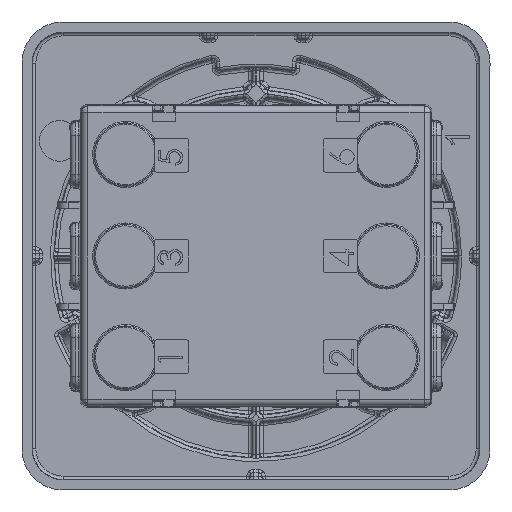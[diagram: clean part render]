
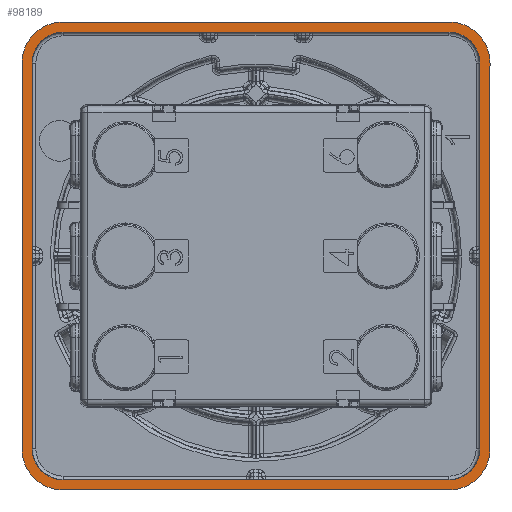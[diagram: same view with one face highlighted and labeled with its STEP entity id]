
A CAD part, left-side view. The second image highlights one B-rep face of the part: STEP entity #98189.
In plain terms, the highlighted planar face has unit normal (-1, 0, 0).
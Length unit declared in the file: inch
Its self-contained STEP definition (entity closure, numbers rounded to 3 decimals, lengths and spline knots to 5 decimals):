
#1459 = DIRECTION ( 'NONE',  ( 1., 0., 0. ) ) ;
#2807 = ORIENTED_EDGE ( 'NONE', *, *, #6271, .F. ) ;
#2978 = VERTEX_POINT ( 'NONE', #108449 ) ;
#3478 = ORIENTED_EDGE ( 'NONE', *, *, #35058, .F. ) ;
#3617 = DIRECTION ( 'NONE',  ( 1., 0., 0. ) ) ;
#4861 = FACE_BOUND ( 'NONE', #90221, .T. ) ;
#5729 = CARTESIAN_POINT ( 'NONE',  ( 2.17323, 1.12205, -1.30148 ) ) ;
#6271 = EDGE_CURVE ( 'NONE', #61480, #13568, #124773, .T. ) ;
#7007 = LINE ( 'NONE', #73462, #106288 ) ;
#7757 = LINE ( 'NONE', #77322, #25402 ) ;
#8649 = DIRECTION ( 'NONE',  ( 0., -1., 0. ) ) ;
#10081 = CARTESIAN_POINT ( 'NONE',  ( 2.17323, 1.36081, -1.12205 ) ) ;
#10769 = CARTESIAN_POINT ( 'NONE',  ( 2.17323, -1.36081, 1.12205 ) ) ;
#12154 = AXIS2_PLACEMENT_3D ( 'NONE', #97694, #77473, #49626 ) ;
#13568 = VERTEX_POINT ( 'NONE', #104966 ) ;
#15569 = LINE ( 'NONE', #56636, #47620 ) ;
#15840 = AXIS2_PLACEMENT_3D ( 'NONE', #64882, #56021, #16809 ) ;
#16258 = DIRECTION ( 'NONE',  ( 1., 0., 0. ) ) ;
#16809 = DIRECTION ( 'NONE',  ( 0., -1., 0. ) ) ;
#18553 = VERTEX_POINT ( 'NONE', #63279 ) ;
#21259 = AXIS2_PLACEMENT_3D ( 'NONE', #119960, #80088, #100342 ) ;
#22116 = LINE ( 'NONE', #10769, #53337 ) ;
#22126 = ORIENTED_EDGE ( 'NONE', *, *, #111489, .F. ) ;
#25117 = VECTOR ( 'NONE', #103792, 39.37008 ) ;
#25402 = VECTOR ( 'NONE', #29226, 39.37008 ) ;
#25684 = FACE_OUTER_BOUND ( 'NONE', #38325, .T. ) ;
#28187 = VERTEX_POINT ( 'NONE', #45454 ) ;
#29226 = DIRECTION ( 'NONE',  ( 0., -1., 0. ) ) ;
#32487 = EDGE_CURVE ( 'NONE', #58909, #59413, #105067, .T. ) ;
#32619 = LINE ( 'NONE', #102218, #62477 ) ;
#32933 = CARTESIAN_POINT ( 'NONE',  ( 2.17323, -1.12205, 1.30148 ) ) ;
#33675 = CARTESIAN_POINT ( 'NONE',  ( 2.17323, 1.30148, 1.12205 ) ) ;
#34323 = EDGE_CURVE ( 'NONE', #61480, #122646, #124995, .T. ) ;
#34569 = CARTESIAN_POINT ( 'NONE',  ( 2.17323, 1.12205, 1.12205 ) ) ;
#35058 = EDGE_CURVE ( 'NONE', #88449, #28187, #32619, .T. ) ;
#35297 = ORIENTED_EDGE ( 'NONE', *, *, #124970, .T. ) ;
#37736 = CARTESIAN_POINT ( 'NONE',  ( 2.17323, -1.12205, -1.12205 ) ) ;
#37796 = CARTESIAN_POINT ( 'NONE',  ( 2.17323, 1.12205, -1.36081 ) ) ;
#38325 = EDGE_LOOP ( 'NONE', ( #79581, #61418, #92846, #52185, #119608, #22126, #3478, #100523 ) ) ;
#39606 = VERTEX_POINT ( 'NONE', #85622 ) ;
#40168 = AXIS2_PLACEMENT_3D ( 'NONE', #95760, #1459, #105895 ) ;
#43484 = CARTESIAN_POINT ( 'NONE',  ( 2.17323, 1.12205, 1.12205 ) ) ;
#43639 = EDGE_CURVE ( 'NONE', #112922, #88449, #124047, .T. ) ;
#44498 = AXIS2_PLACEMENT_3D ( 'NONE', #55476, #16258, #56701 ) ;
#44651 = DIRECTION ( 'NONE',  ( 0., 0., 1. ) ) ;
#44722 = DIRECTION ( 'NONE',  ( 0., -1., 0. ) ) ;
#45092 = DIRECTION ( 'NONE',  ( 1., 0., 0. ) ) ;
#45214 = ORIENTED_EDGE ( 'NONE', *, *, #34323, .T. ) ;
#45454 = CARTESIAN_POINT ( 'NONE',  ( 2.17323, -1.12205, 1.36081 ) ) ;
#45585 = EDGE_CURVE ( 'NONE', #39606, #18553, #22116, .T. ) ;
#45594 = DIRECTION ( 'NONE',  ( 0., 0., -1. ) ) ;
#47115 = VERTEX_POINT ( 'NONE', #5729 ) ;
#47620 = VECTOR ( 'NONE', #44651, 39.37008 ) ;
#47760 = EDGE_CURVE ( 'NONE', #88908, #2978, #93030, .T. ) ;
#48552 = CIRCLE ( 'NONE', #44498, 0.23876 ) ;
#49446 = EDGE_CURVE ( 'NONE', #58333, #112922, #15569, .T. ) ;
#49626 = DIRECTION ( 'NONE',  ( 0., -1., 0. ) ) ;
#49713 = ORIENTED_EDGE ( 'NONE', *, *, #104409, .T. ) ;
#50543 = VECTOR ( 'NONE', #104447, 39.37008 ) ;
#52185 = ORIENTED_EDGE ( 'NONE', *, *, #65881, .F. ) ;
#53337 = VECTOR ( 'NONE', #68925, 39.37008 ) ;
#54619 = CIRCLE ( 'NONE', #74835, 0.17943 ) ;
#55476 = CARTESIAN_POINT ( 'NONE',  ( 2.17323, 1.12205, -1.12205 ) ) ;
#56021 = DIRECTION ( 'NONE',  ( 1., 0., 0. ) ) ;
#56636 = CARTESIAN_POINT ( 'NONE',  ( 2.17323, 1.36081, 1.12205 ) ) ;
#56701 = DIRECTION ( 'NONE',  ( 0., 0., 1. ) ) ;
#58333 = VERTEX_POINT ( 'NONE', #10081 ) ;
#58909 = VERTEX_POINT ( 'NONE', #76080 ) ;
#59413 = VERTEX_POINT ( 'NONE', #37796 ) ;
#61418 = ORIENTED_EDGE ( 'NONE', *, *, #125137, .F. ) ;
#61480 = VERTEX_POINT ( 'NONE', #65455 ) ;
#62477 = VECTOR ( 'NONE', #63621, 39.37008 ) ;
#63279 = CARTESIAN_POINT ( 'NONE',  ( 2.17323, -1.36081, -1.12205 ) ) ;
#63621 = DIRECTION ( 'NONE',  ( 0., -1., 0. ) ) ;
#64723 = CIRCLE ( 'NONE', #12154, 0.17943 ) ;
#64882 = CARTESIAN_POINT ( 'NONE',  ( 2.17323, -1.12205, 1.12205 ) ) ;
#65171 = VECTOR ( 'NONE', #75440, 39.37008 ) ;
#65455 = CARTESIAN_POINT ( 'NONE',  ( 2.17323, -1.30148, -1.12205 ) ) ;
#65881 = EDGE_CURVE ( 'NONE', #18553, #58909, #74757, .T. ) ;
#66456 = CARTESIAN_POINT ( 'NONE',  ( 2.17323, 1.12205, -1.36081 ) ) ;
#67035 = CARTESIAN_POINT ( 'NONE',  ( 2.17323, 1.12205, 1.30148 ) ) ;
#68925 = DIRECTION ( 'NONE',  ( 0., 0., -1. ) ) ;
#69105 = AXIS2_PLACEMENT_3D ( 'NONE', #34569, #83880, #122506 ) ;
#69447 = AXIS2_PLACEMENT_3D ( 'NONE', #113402, #45092, #122899 ) ;
#72084 = VERTEX_POINT ( 'NONE', #96606 ) ;
#73462 = CARTESIAN_POINT ( 'NONE',  ( 2.17323, 1.30148, 1.12205 ) ) ;
#74757 = CIRCLE ( 'NONE', #113143, 0.23876 ) ;
#74835 = AXIS2_PLACEMENT_3D ( 'NONE', #43484, #3617, #44722 ) ;
#75440 = DIRECTION ( 'NONE',  ( 0., 0., 1. ) ) ;
#76080 = CARTESIAN_POINT ( 'NONE',  ( 2.17323, -1.12205, -1.36081 ) ) ;
#77322 = CARTESIAN_POINT ( 'NONE',  ( 2.17323, 1.12205, -1.30148 ) ) ;
#77473 = DIRECTION ( 'NONE',  ( 1., 0., 0. ) ) ;
#79581 = ORIENTED_EDGE ( 'NONE', *, *, #49446, .F. ) ;
#80068 = EDGE_CURVE ( 'NONE', #85129, #72084, #7007, .T. ) ;
#80088 = DIRECTION ( 'NONE',  ( 1., 0., 0. ) ) ;
#82417 = ORIENTED_EDGE ( 'NONE', *, *, #80068, .F. ) ;
#83252 = CARTESIAN_POINT ( 'NONE',  ( 2.17323, 1.36081, 1.12205 ) ) ;
#83880 = DIRECTION ( 'NONE',  ( 1., 0., 0. ) ) ;
#83899 = ORIENTED_EDGE ( 'NONE', *, *, #89536, .T. ) ;
#83917 = CIRCLE ( 'NONE', #21259, 0.17943 ) ;
#85129 = VERTEX_POINT ( 'NONE', #33675 ) ;
#85622 = CARTESIAN_POINT ( 'NONE',  ( 2.17323, -1.36081, 1.12205 ) ) ;
#88449 = VERTEX_POINT ( 'NONE', #88771 ) ;
#88771 = CARTESIAN_POINT ( 'NONE',  ( 2.17323, 1.12205, 1.36081 ) ) ;
#88908 = VERTEX_POINT ( 'NONE', #32933 ) ;
#89536 = EDGE_CURVE ( 'NONE', #88908, #13568, #64723, .T. ) ;
#90221 = EDGE_LOOP ( 'NONE', ( #35297, #117684, #83899, #2807, #45214, #124739, #49713, #82417 ) ) ;
#92119 = PLANE ( 'NONE',  #69105 ) ;
#92846 = ORIENTED_EDGE ( 'NONE', *, *, #32487, .F. ) ;
#93030 = LINE ( 'NONE', #67035, #25117 ) ;
#95760 = CARTESIAN_POINT ( 'NONE',  ( 2.17323, -1.12205, -1.12205 ) ) ;
#96606 = CARTESIAN_POINT ( 'NONE',  ( 2.17323, 1.30148, -1.12205 ) ) ;
#97694 = CARTESIAN_POINT ( 'NONE',  ( 2.17323, -1.12205, 1.12205 ) ) ;
#98189 = ADVANCED_FACE ( 'Defeature ausgef�hrt1_2084', ( #25684, #4861 ), #92119, .F. ) ;
#100342 = DIRECTION ( 'NONE',  ( 0., -1., 0. ) ) ;
#100523 = ORIENTED_EDGE ( 'NONE', *, *, #43639, .F. ) ;
#102218 = CARTESIAN_POINT ( 'NONE',  ( 2.17323, 1.12205, 1.36081 ) ) ;
#103307 = CARTESIAN_POINT ( 'NONE',  ( 2.17323, -1.30148, 1.12205 ) ) ;
#103792 = DIRECTION ( 'NONE',  ( 0., 1., 0. ) ) ;
#104409 = EDGE_CURVE ( 'NONE', #47115, #72084, #83917, .T. ) ;
#104447 = DIRECTION ( 'NONE',  ( 0., 1., 0. ) ) ;
#104966 = CARTESIAN_POINT ( 'NONE',  ( 2.17323, -1.30148, 1.12205 ) ) ;
#105006 = EDGE_CURVE ( 'NONE', #47115, #122646, #7757, .T. ) ;
#105067 = LINE ( 'NONE', #66456, #50543 ) ;
#105895 = DIRECTION ( 'NONE',  ( 0., -1., 0. ) ) ;
#106288 = VECTOR ( 'NONE', #45594, 39.37008 ) ;
#108449 = CARTESIAN_POINT ( 'NONE',  ( 2.17323, 1.12205, 1.30148 ) ) ;
#111489 = EDGE_CURVE ( 'NONE', #28187, #39606, #122952, .T. ) ;
#112922 = VERTEX_POINT ( 'NONE', #83252 ) ;
#113143 = AXIS2_PLACEMENT_3D ( 'NONE', #37736, #114304, #8649 ) ;
#113147 = CARTESIAN_POINT ( 'NONE',  ( 2.17323, -1.12205, -1.30148 ) ) ;
#113402 = CARTESIAN_POINT ( 'NONE',  ( 2.17323, 1.12205, 1.12205 ) ) ;
#114304 = DIRECTION ( 'NONE',  ( 1., 0., 0. ) ) ;
#117684 = ORIENTED_EDGE ( 'NONE', *, *, #47760, .F. ) ;
#119608 = ORIENTED_EDGE ( 'NONE', *, *, #45585, .F. ) ;
#119960 = CARTESIAN_POINT ( 'NONE',  ( 2.17323, 1.12205, -1.12205 ) ) ;
#122506 = DIRECTION ( 'NONE',  ( 0., 1., 0. ) ) ;
#122646 = VERTEX_POINT ( 'NONE', #113147 ) ;
#122899 = DIRECTION ( 'NONE',  ( 0., 0., 1. ) ) ;
#122952 = CIRCLE ( 'NONE', #15840, 0.23876 ) ;
#124047 = CIRCLE ( 'NONE', #69447, 0.23876 ) ;
#124739 = ORIENTED_EDGE ( 'NONE', *, *, #105006, .F. ) ;
#124773 = LINE ( 'NONE', #103307, #65171 ) ;
#124970 = EDGE_CURVE ( 'NONE', #85129, #2978, #54619, .T. ) ;
#124995 = CIRCLE ( 'NONE', #40168, 0.17943 ) ;
#125137 = EDGE_CURVE ( 'NONE', #59413, #58333, #48552, .T. ) ;
